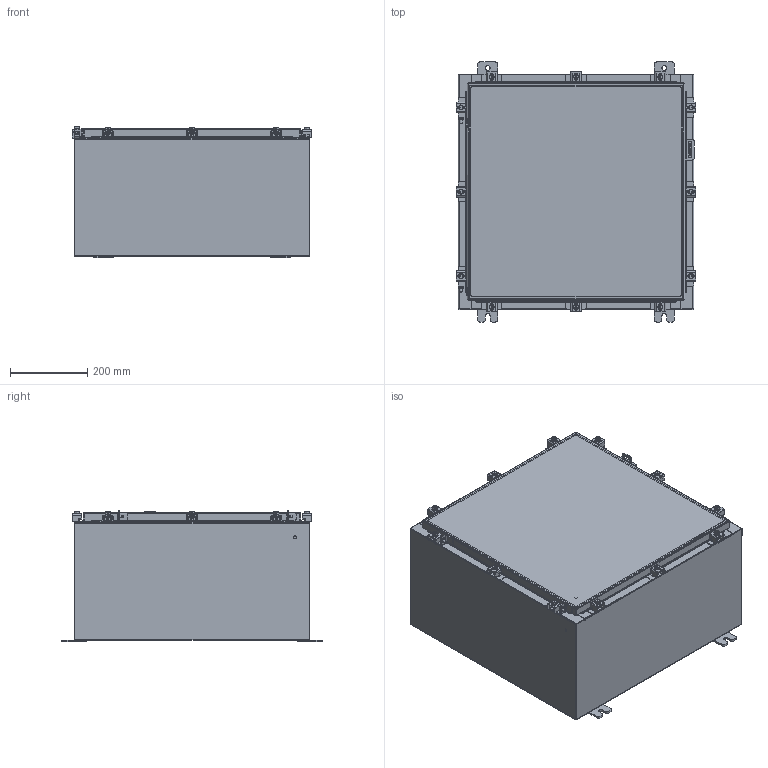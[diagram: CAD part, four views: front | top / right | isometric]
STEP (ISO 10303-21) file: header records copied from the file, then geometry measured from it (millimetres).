
FILE_DESCRIPTION (( 'STEP AP203' ), '1' );
FILE_NAME ('EX24H2412SS6WP.STEP', '2015-04-07T12:46:24', ( 'changeme' ), ( 'Microsoft' ), 'SwSTEP 2.0', 'SolidWorks 2014', '' );
FILE_SCHEMA (( 'CONFIG_CONTROL_DESIGN' ));
Length unit declared in the file: inch
Products named in the file (24): N-WMT04X30402202210-00 22101002; Clamp Top_RTP31; EX24H2412SS6WP Backpanel; N-WMT04X30402202210-00 22104005_DEFAULT; EX24H2412SS6WP Clamp Assembly; EX24H2412SS6WP Mounting Studs; N-WMT04X30402202210-00 Clamp Top; EX24H2412SS6WP Standard Clamps; ATEX CLAMP HINGE BRAKET; Quarter-20 CD Stud; Special Clamp Assembly; EX24H2412SS6WP Cover; HW-CLN-NH-20330; EX24H2412SS6WP Padlock Hasp; EX24H2412SS6WP Special Clamp; EX24H2412SS6WP Body; EX24H2412SS6WP; EX24H2412SS6WP Padlock Staple; EX24H2412SS6WP Bottom; EX24H2412SS6WP Clamp Bracket; EX24H2412SS6WP Top; 22101002_RTP29; 30X10 Clamp Bracket2; 22104005_DEFAULT_RTP30
Assembly tree (43 placements, depth 4):
  EX24H2412SS6WP
    EX24H2412SS6WP Backpanel
    EX24H2412SS6WP Mounting Studs  x4
    Quarter-20 CD Stud  x2
    EX24H2412SS6WP Padlock Hasp
    EX24H2412SS6WP Padlock Staple
    EX24H2412SS6WP Standard Clamps  x10
      EX24H2412SS6WP Clamp Bracket
      EX24H2412SS6WP Clamp Assembly
        22101002_RTP29  x2
        22104005_DEFAULT_RTP30
        Clamp Top_RTP31
    EX24H2412SS6WP Cover
    EX24H2412SS6WP Body
    EX24H2412SS6WP Bottom
    EX24H2412SS6WP Top
    EX24H2412SS6WP Special Clamp  x2
      30X10 Clamp Bracket2
      Special Clamp Assembly
        N-WMT04X30402202210-00 22101002  x2
        N-WMT04X30402202210-00 22104005_DEFAULT
        N-WMT04X30402202210-00 Clamp Top
    ATEX CLAMP HINGE BRAKET  x2
    HW-CLN-NH-20330  x4
Bounding box: 620.3 x 673.1 x 341.7 mm (x, y, z)
Volume: 4014280.8 mm3; surface area: 3981509.6 mm2
Topology: 81 solids, 81 shells, 2018 faces, 4992 edges, 3172 vertices
Faces by surface type: plane 1075, cylinder 783, cone 88, torus 60, bspline 12
Entity records: 22463 total; most frequent: CARTESIAN_POINT 3961, DIRECTION 3315, ORIENTED_EDGE 3106, EDGE_CURVE 1553, AXIS2_PLACEMENT_3D 1148, LINE 1019, VECTOR 1019, VERTEX_POINT 950
